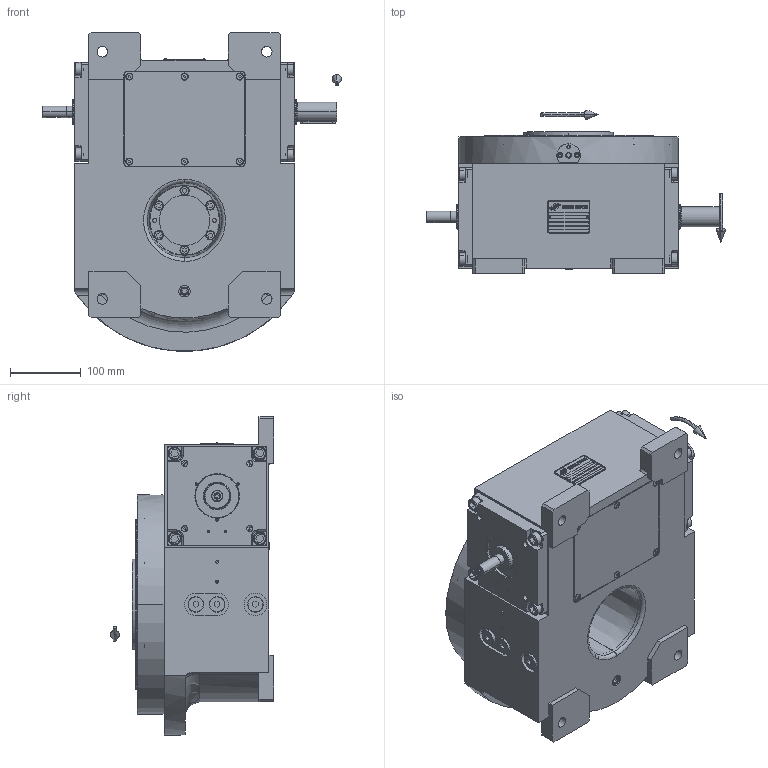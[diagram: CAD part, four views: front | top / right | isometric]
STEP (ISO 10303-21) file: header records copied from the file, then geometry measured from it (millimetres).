
FILE_DESCRIPTION (( 'STEP AP203' ), '1' );
FILE_NAME ('PC5201817.step', '2026-02-06T13:10:15', ( '' ), ( '' ), 'SwSTEP 2.0', 'SolidWorks 2020', '' );
FILE_SCHEMA (( 'CONFIG_CONTROL_DESIGN' ));
Length unit declared in the file: millimetre
Products named in the file (82): cfn2128_19_002; cfn2000_01_081; cfn2000_01_126; AS_rig09_016; cfn2151_01_167; 900_38_30_003; rig09_003_9_s_001; rig09_021; AS_rig09_015; rig09_004; rig09_015; AS_rig09_002_bc; cfn2003_01_054; cfn2107_01_001; cfn2223_02_004; AS_cfn2476_01_002_60x46; cfn2000_01_099; rig09_016; cfn2000_01_185; rig09_001_a; AS_rig09_004; olio_agip_blasia_150; cfn2203_02_002; cfn2070_05_009; rig09_005; cfn2115_01_005; freccia_angolare; freccia_angolare_albero; cfn2201_01_040; cfn2155_01_095; cfn2223_02_003; cfn2151_01_170; cfn2115_02_057; cfn2151_01_115; AS_rig09_071_9_m_s_001; cfn2010_01_020; cfn2000_01_161; rig09_007_master; cfn2205_01_015; cfn2104_01_018 ...
Assembly tree (69 placements, depth 3):
  cfn2151_01_167
  cfn2223_02_004
  olio_agip_blasia_150
  cfn2203_02_002
  cfn2201_01_040
Bounding box: 422 x 231 x 450 mm (x, y, z)
Volume: 4807305.7 mm3; surface area: 1225001.7 mm2
Topology: 62 solids, 62 shells, 1973 faces, 4860 edges, 3119 vertices
Faces by surface type: plane 1027, cylinder 619, cone 292, torus 29, sphere 4, bspline 2
Entity records: 68573 total; most frequent: CARTESIAN_POINT 13720, DIRECTION 9797, ORIENTED_EDGE 9400, EDGE_CURVE 4700, AXIS2_PLACEMENT_3D 3355, VECTOR 3087, LINE 3087, VERTEX_POINT 3058
